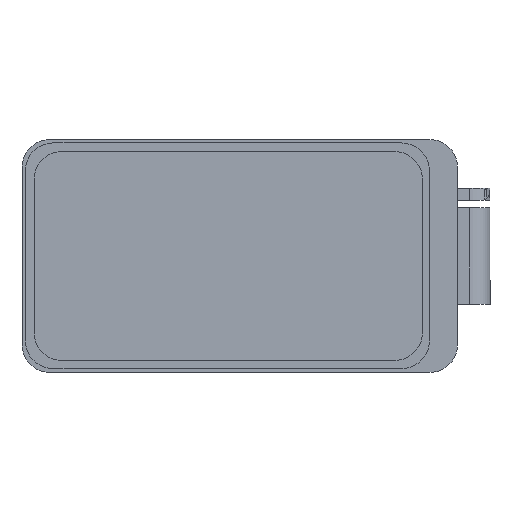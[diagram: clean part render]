
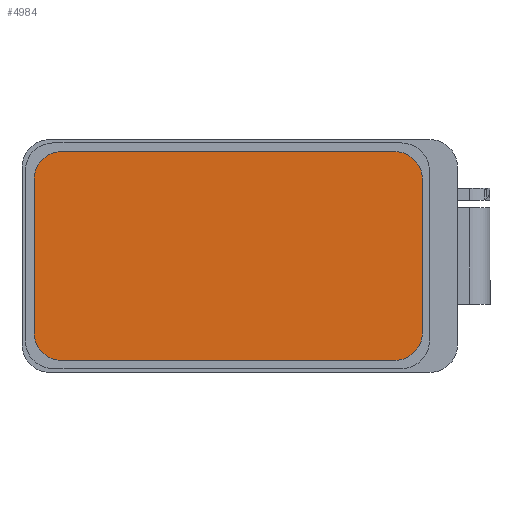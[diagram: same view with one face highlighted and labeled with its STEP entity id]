
A CAD part, top view. The second image highlights one B-rep face of the part: STEP entity #4984.
In plain terms, the highlighted planar face has unit normal (0, 0, 1).
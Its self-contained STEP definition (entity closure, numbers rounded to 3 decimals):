
#303 = EDGE_CURVE ( 'NONE', #4919, #2549, #5645, .T. ) ;
#421 = LINE ( 'NONE', #3504, #5720 ) ;
#434 = VECTOR ( 'NONE', #7089, 1000. ) ;
#642 = LINE ( 'NONE', #3629, #5424 ) ;
#868 = CARTESIAN_POINT ( 'NONE',  ( 31.05, 1., 1.46 ) ) ;
#999 = PLANE ( 'NONE',  #3282 ) ;
#1005 = VERTEX_POINT ( 'NONE', #3929 ) ;
#1006 = VERTEX_POINT ( 'NONE', #2819 ) ;
#1438 = DIRECTION ( 'NONE',  ( -1., 0., 0. ) ) ;
#1597 = DIRECTION ( 'NONE',  ( 0., 0., 1. ) ) ;
#1982 = VERTEX_POINT ( 'NONE', #7866 ) ;
#1988 = CARTESIAN_POINT ( 'NONE',  ( 31.05, 16.09, 1.46 ) ) ;
#1999 = EDGE_CURVE ( 'NONE', #5671, #1982, #2781, .T. ) ;
#2207 = ORIENTED_EDGE ( 'NONE', *, *, #303, .T. ) ;
#2291 = VECTOR ( 'NONE', #6445, 1000. ) ;
#2499 = EDGE_CURVE ( 'NONE', #2549, #1006, #4052, .T. ) ;
#2549 = VERTEX_POINT ( 'NONE', #5978 ) ;
#2555 = CARTESIAN_POINT ( 'NONE',  ( 33.35, 16.09, 1.46 ) ) ;
#2565 = ORIENTED_EDGE ( 'NONE', *, *, #4992, .T. ) ;
#2710 = CARTESIAN_POINT ( 'NONE',  ( 3.3, 18.39, 1.46 ) ) ;
#2716 = EDGE_CURVE ( 'NONE', #5682, #1005, #5307, .T. ) ;
#2721 = LINE ( 'NONE', #5172, #2291 ) ;
#2781 = CIRCLE ( 'NONE', #5096, 2.3 ) ;
#2819 = CARTESIAN_POINT ( 'NONE',  ( 3.3, 18.39, 1.46 ) ) ;
#2866 = DIRECTION ( 'NONE',  ( 1., 0., 0. ) ) ;
#3124 = DIRECTION ( 'NONE',  ( -1., 0., 0. ) ) ;
#3189 = ORIENTED_EDGE ( 'NONE', *, *, #1999, .T. ) ;
#3282 = AXIS2_PLACEMENT_3D ( 'NONE', #3426, #6588, #5893 ) ;
#3344 = CARTESIAN_POINT ( 'NONE',  ( 3.3, 3.3, 1.46 ) ) ;
#3412 = CARTESIAN_POINT ( 'NONE',  ( 1., 16.09, 1.46 ) ) ;
#3426 = CARTESIAN_POINT ( 'NONE',  ( 33.98, 17.09, 1.46 ) ) ;
#3504 = CARTESIAN_POINT ( 'NONE',  ( 31.05, 1., 1.46 ) ) ;
#3619 = DIRECTION ( 'NONE',  ( -1., 0., 0. ) ) ;
#3629 = CARTESIAN_POINT ( 'NONE',  ( 33.35, 16.09, 1.46 ) ) ;
#3929 = CARTESIAN_POINT ( 'NONE',  ( 3.3, 1., 1.46 ) ) ;
#4052 = LINE ( 'NONE', #2710, #434 ) ;
#4103 = ORIENTED_EDGE ( 'NONE', *, *, #7300, .T. ) ;
#4156 = ORIENTED_EDGE ( 'NONE', *, *, #5092, .T. ) ;
#4304 = CARTESIAN_POINT ( 'NONE',  ( 3.3, 16.09, 1.46 ) ) ;
#4328 = AXIS2_PLACEMENT_3D ( 'NONE', #4304, #6803, #3124 ) ;
#4435 = DIRECTION ( 'NONE',  ( -1., 0., 0. ) ) ;
#4542 = CARTESIAN_POINT ( 'NONE',  ( 1., 3.3, 1.46 ) ) ;
#4597 = AXIS2_PLACEMENT_3D ( 'NONE', #1988, #6295, #4435 ) ;
#4662 = DIRECTION ( 'NONE',  ( 0., 0., 1. ) ) ;
#4808 = VERTEX_POINT ( 'NONE', #3412 ) ;
#4919 = VERTEX_POINT ( 'NONE', #2555 ) ;
#4984 = ADVANCED_FACE ( 'NONE', ( #6425 ), #999, .F. ) ;
#4992 = EDGE_CURVE ( 'NONE', #1005, #5671, #421, .T. ) ;
#5092 = EDGE_CURVE ( 'NONE', #4808, #5682, #2721, .T. ) ;
#5096 = AXIS2_PLACEMENT_3D ( 'NONE', #7762, #4662, #3619 ) ;
#5172 = CARTESIAN_POINT ( 'NONE',  ( 1., 16.09, 1.46 ) ) ;
#5307 = CIRCLE ( 'NONE', #5431, 2.3 ) ;
#5424 = VECTOR ( 'NONE', #7527, 1000. ) ;
#5431 = AXIS2_PLACEMENT_3D ( 'NONE', #3344, #1597, #1438 ) ;
#5483 = ORIENTED_EDGE ( 'NONE', *, *, #2716, .T. ) ;
#5536 = EDGE_CURVE ( 'NONE', #1006, #4808, #7187, .T. ) ;
#5645 = CIRCLE ( 'NONE', #4597, 2.3 ) ;
#5671 = VERTEX_POINT ( 'NONE', #868 ) ;
#5682 = VERTEX_POINT ( 'NONE', #4542 ) ;
#5720 = VECTOR ( 'NONE', #2866, 1000. ) ;
#5745 = ORIENTED_EDGE ( 'NONE', *, *, #2499, .T. ) ;
#5893 = DIRECTION ( 'NONE',  ( -1., 0., 0. ) ) ;
#5978 = CARTESIAN_POINT ( 'NONE',  ( 31.05, 18.39, 1.46 ) ) ;
#6295 = DIRECTION ( 'NONE',  ( 0., 0., 1. ) ) ;
#6425 = FACE_OUTER_BOUND ( 'NONE', #7569, .T. ) ;
#6445 = DIRECTION ( 'NONE',  ( 0., -1., 0. ) ) ;
#6588 = DIRECTION ( 'NONE',  ( 0., 0., -1. ) ) ;
#6803 = DIRECTION ( 'NONE',  ( 0., 0., 1. ) ) ;
#7089 = DIRECTION ( 'NONE',  ( -1., 0., 0. ) ) ;
#7187 = CIRCLE ( 'NONE', #4328, 2.3 ) ;
#7300 = EDGE_CURVE ( 'NONE', #1982, #4919, #642, .T. ) ;
#7334 = ORIENTED_EDGE ( 'NONE', *, *, #5536, .T. ) ;
#7527 = DIRECTION ( 'NONE',  ( 0., 1., 0. ) ) ;
#7569 = EDGE_LOOP ( 'NONE', ( #2565, #3189, #4103, #2207, #5745, #7334, #4156, #5483 ) ) ;
#7762 = CARTESIAN_POINT ( 'NONE',  ( 31.05, 3.3, 1.46 ) ) ;
#7866 = CARTESIAN_POINT ( 'NONE',  ( 33.35, 3.3, 1.46 ) ) ;
